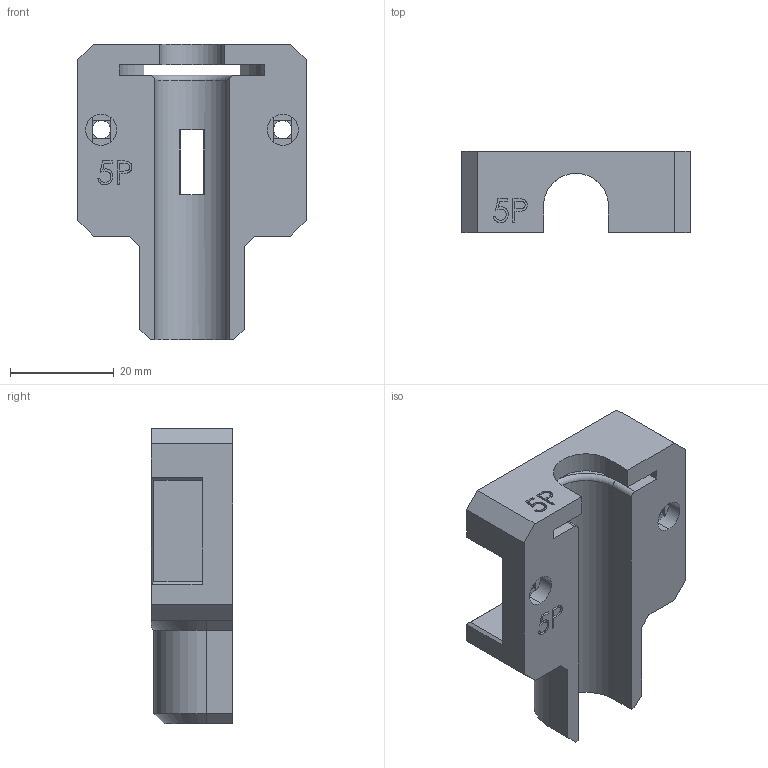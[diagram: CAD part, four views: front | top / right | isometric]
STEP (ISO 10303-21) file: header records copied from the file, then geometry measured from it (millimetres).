
FILE_DESCRIPTION (( 'STEP AP214' ), '1' );
FILE_NAME ('5mL Plastic Holder v1.3.STEP', '2024-12-03T16:11:50', ( '' ), ( '' ), 'SwSTEP 2.0', 'SolidWorks 2024', '' );
FILE_SCHEMA (( 'AUTOMOTIVE_DESIGN' ));
Length unit declared in the file: millimetre
Products named in the file (1): 5mL Plastic Holder v1.3
Bounding box: 44 x 15.68 x 57 mm (x, y, z)
Volume: 16627.8 mm3; surface area: 8556 mm2
Topology: 1 solids, 1 shells, 160 faces, 433 edges, 280 vertices
Faces by surface type: plane 112, bspline 28, cylinder 17, cone 2, torus 1
Entity records: 6583 total; most frequent: CARTESIAN_POINT 2681, ORIENTED_EDGE 866, DIRECTION 692, EDGE_CURVE 433, LINE 322, VECTOR 322, VERTEX_POINT 280, AXIS2_PLACEMENT_3D 185
